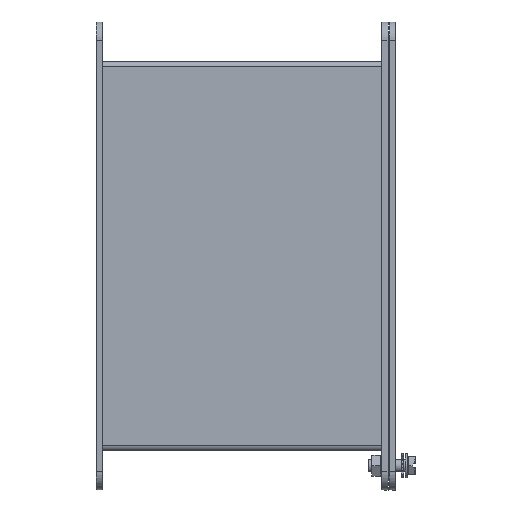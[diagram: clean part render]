
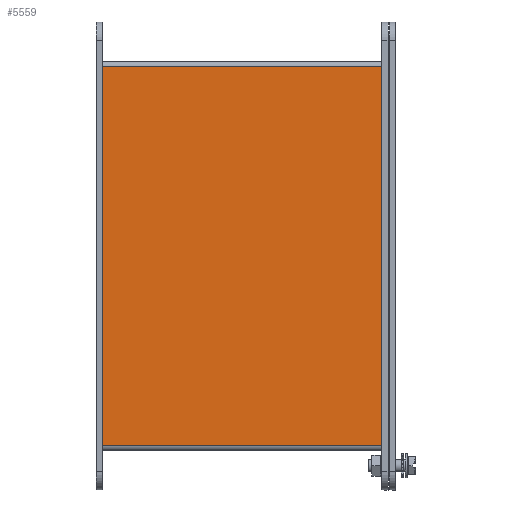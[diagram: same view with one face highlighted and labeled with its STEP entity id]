
A CAD part, front view. The second image highlights one B-rep face of the part: STEP entity #5559.
In plain terms, the highlighted planar face has unit normal (0, -1, 0).
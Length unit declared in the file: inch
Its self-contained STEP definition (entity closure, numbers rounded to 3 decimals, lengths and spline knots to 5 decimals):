
#209 = CARTESIAN_POINT ( 'NONE',  ( -2.875, -4., -4. ) ) ;
#323 = VERTEX_POINT ( 'NONE', #4244 ) ;
#441 = CARTESIAN_POINT ( 'NONE',  ( -2.875, -4., 4. ) ) ;
#780 = CARTESIAN_POINT ( 'NONE',  ( 2.875, -4., -4. ) ) ;
#825 = EDGE_LOOP ( 'NONE', ( #4482, #3433, #4381, #5370 ) ) ;
#945 = LINE ( 'NONE', #441, #5526 ) ;
#1227 = DIRECTION ( 'NONE',  ( 0., 0., 1. ) ) ;
#1757 = VERTEX_POINT ( 'NONE', #3241 ) ;
#1789 = VERTEX_POINT ( 'NONE', #1899 ) ;
#1792 = DIRECTION ( 'NONE',  ( -1., 0., 0. ) ) ;
#1813 = DIRECTION ( 'NONE',  ( 0., 0., 1. ) ) ;
#1873 = EDGE_CURVE ( 'NONE', #323, #1757, #945, .T. ) ;
#1899 = CARTESIAN_POINT ( 'NONE',  ( 2.875, -4., 3.892 ) ) ;
#2032 = DIRECTION ( 'NONE',  ( 0., 1., 0. ) ) ;
#2544 = EDGE_CURVE ( 'NONE', #5376, #1789, #3939, .T. ) ;
#2584 = CARTESIAN_POINT ( 'NONE',  ( 2.875, -4., -3.892 ) ) ;
#2718 = EDGE_CURVE ( 'NONE', #1757, #1789, #4939, .T. ) ;
#2821 = EDGE_CURVE ( 'NONE', #5376, #323, #4573, .T. ) ;
#3241 = CARTESIAN_POINT ( 'NONE',  ( -2.875, -4., 3.892 ) ) ;
#3433 = ORIENTED_EDGE ( 'NONE', *, *, #1873, .F. ) ;
#3873 = FACE_OUTER_BOUND ( 'NONE', #825, .T. ) ;
#3939 = LINE ( 'NONE', #780, #4798 ) ;
#4244 = CARTESIAN_POINT ( 'NONE',  ( -2.875, -4., -3.892 ) ) ;
#4337 = PLANE ( 'NONE',  #5972 ) ;
#4381 = ORIENTED_EDGE ( 'NONE', *, *, #2821, .F. ) ;
#4398 = VECTOR ( 'NONE', #5414, 39.37008 ) ;
#4482 = ORIENTED_EDGE ( 'NONE', *, *, #2718, .F. ) ;
#4573 = LINE ( 'NONE', #5940, #5960 ) ;
#4798 = VECTOR ( 'NONE', #1227, 39.37008 ) ;
#4939 = LINE ( 'NONE', #5877, #4398 ) ;
#5370 = ORIENTED_EDGE ( 'NONE', *, *, #2544, .T. ) ;
#5376 = VERTEX_POINT ( 'NONE', #2584 ) ;
#5414 = DIRECTION ( 'NONE',  ( 1., 0., 0. ) ) ;
#5526 = VECTOR ( 'NONE', #1813, 39.37008 ) ;
#5559 = ADVANCED_FACE ( 'NONE', ( #3873 ), #4337, .F. ) ;
#5721 = DIRECTION ( 'NONE',  ( 0., 0., 1. ) ) ;
#5877 = CARTESIAN_POINT ( 'NONE',  ( -2.875, -4., 3.892 ) ) ;
#5940 = CARTESIAN_POINT ( 'NONE',  ( -2.875, -4., -3.892 ) ) ;
#5960 = VECTOR ( 'NONE', #1792, 39.37008 ) ;
#5972 = AXIS2_PLACEMENT_3D ( 'NONE', #209, #2032, #5721 ) ;
